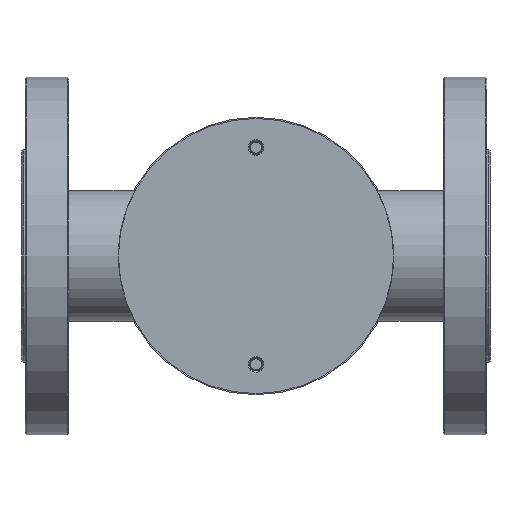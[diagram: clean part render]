
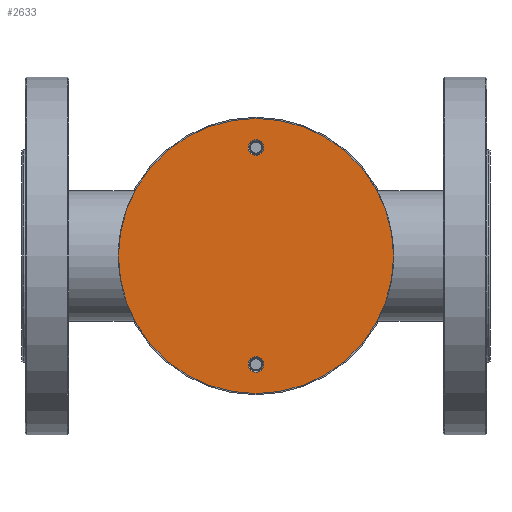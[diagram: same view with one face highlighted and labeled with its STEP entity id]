
A CAD part, front view. The second image highlights one B-rep face of the part: STEP entity #2633.
In plain terms, the highlighted planar face has unit normal (0, -1, 0).
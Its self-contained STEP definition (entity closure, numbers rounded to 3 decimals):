
#330 = FACE_OUTER_BOUND ( 'NONE', #1913, .T. ) ;
#379 = CARTESIAN_POINT ( 'NONE',  ( 0., -57.205, 50. ) ) ;
#1688 = ORIENTED_EDGE ( 'NONE', *, *, #3319, .T. ) ;
#1913 = EDGE_LOOP ( 'NONE', ( #7258 ) ) ;
#1967 = EDGE_LOOP ( 'NONE', ( #1688 ) ) ;
#2339 = DIRECTION ( 'NONE',  ( 0., 1., 0. ) ) ;
#2387 = DIRECTION ( 'NONE',  ( 0., 1., 0. ) ) ;
#2633 = ADVANCED_FACE ( 'NONE', ( #4172, #10023, #330 ), #5122, .F. ) ;
#3319 = EDGE_CURVE ( 'NONE', #4589, #4589, #10864, .T. ) ;
#3713 = DIRECTION ( 'NONE',  ( 0., 0., 1. ) ) ;
#3842 = AXIS2_PLACEMENT_3D ( 'NONE', #379, #2387, #4972 ) ;
#4015 = DIRECTION ( 'NONE',  ( 0., 1., 0. ) ) ;
#4172 = FACE_BOUND ( 'NONE', #1967, .T. ) ;
#4589 = VERTEX_POINT ( 'NONE', #7539 ) ;
#4846 = DIRECTION ( 'NONE',  ( 0., 1., 0. ) ) ;
#4972 = DIRECTION ( 'NONE',  ( 0., 0., 1. ) ) ;
#5122 = PLANE ( 'NONE',  #5843 ) ;
#5461 = AXIS2_PLACEMENT_3D ( 'NONE', #6042, #4015, #7725 ) ;
#5728 = EDGE_CURVE ( 'NONE', #8424, #8424, #10469, .T. ) ;
#5798 = CARTESIAN_POINT ( 'NONE',  ( 0., -57.205, 0. ) ) ;
#5843 = AXIS2_PLACEMENT_3D ( 'NONE', #6140, #2339, #8949 ) ;
#6042 = CARTESIAN_POINT ( 'NONE',  ( 0., -57.205, -50. ) ) ;
#6140 = CARTESIAN_POINT ( 'NONE',  ( 0., -57.205, 0. ) ) ;
#6484 = CARTESIAN_POINT ( 'NONE',  ( 0., -57.205, 53.6 ) ) ;
#7258 = ORIENTED_EDGE ( 'NONE', *, *, #7769, .F. ) ;
#7539 = CARTESIAN_POINT ( 'NONE',  ( 0., -57.205, -46.4 ) ) ;
#7725 = DIRECTION ( 'NONE',  ( 0., 0., 1. ) ) ;
#7769 = EDGE_CURVE ( 'NONE', #9537, #9537, #8209, .T. ) ;
#8008 = AXIS2_PLACEMENT_3D ( 'NONE', #5798, #4846, #3713 ) ;
#8144 = EDGE_LOOP ( 'NONE', ( #9567 ) ) ;
#8209 = CIRCLE ( 'NONE', #8008, 63.5 ) ;
#8424 = VERTEX_POINT ( 'NONE', #6484 ) ;
#8949 = DIRECTION ( 'NONE',  ( 0., 0., 1. ) ) ;
#9537 = VERTEX_POINT ( 'NONE', #10360 ) ;
#9567 = ORIENTED_EDGE ( 'NONE', *, *, #5728, .T. ) ;
#10023 = FACE_BOUND ( 'NONE', #8144, .T. ) ;
#10360 = CARTESIAN_POINT ( 'NONE',  ( 0., -57.205, 63.5 ) ) ;
#10469 = CIRCLE ( 'NONE', #3842, 3.6 ) ;
#10864 = CIRCLE ( 'NONE', #5461, 3.6 ) ;
